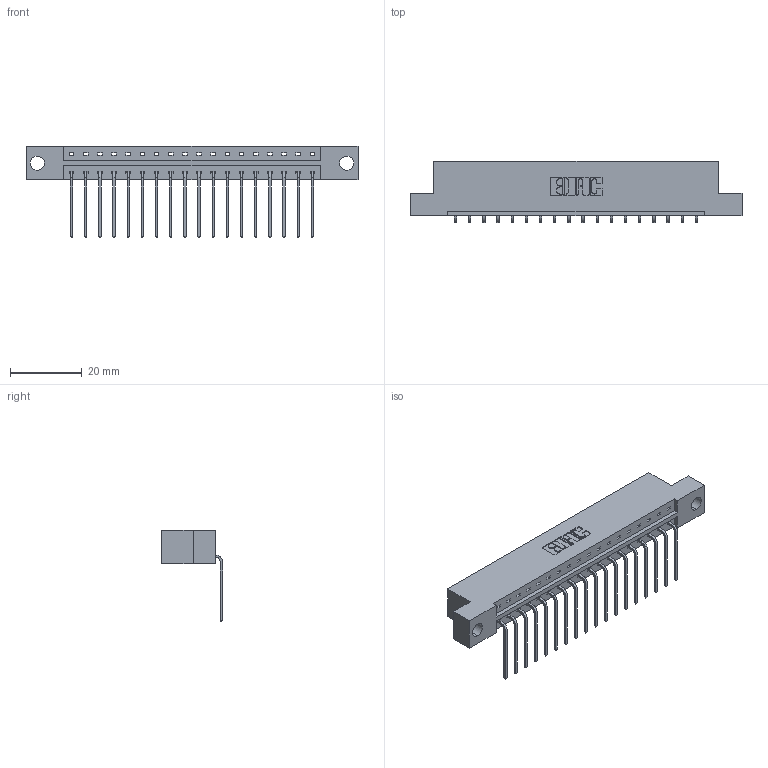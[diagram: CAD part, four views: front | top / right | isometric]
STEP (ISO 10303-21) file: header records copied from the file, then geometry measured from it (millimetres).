
FILE_DESCRIPTION (( 'STEP AP203' ), '1' );
FILE_NAME ('833-018-559-104.STEP', '2020-05-31T23:25:26', ( '' ), ( '' ), 'SwSTEP 2.0', 'SolidWorks 2020', '' );
FILE_SCHEMA (( 'CONFIG_CONTROL_DESIGN' ));
Length unit declared in the file: inch
Products named in the file (3): 833-018-559-104; 833 Part_Flush - .156 Dia - TH; 345-292-001_558 559 Tail - 1
Assembly tree (19 placements, depth 2):
  833-018-559-104
    833 Part_Flush - .156 Dia - TH
    345-292-001_558 559 Tail - 1  x18
Bounding box: 92.86 x 17.09 x 25.53 mm (x, y, z)
Volume: 9110.3 mm3; surface area: 9863.2 mm2
Topology: 19 solids, 19 shells, 1194 faces, 3587 edges, 2366 vertices
Faces by surface type: plane 862, cylinder 332
Entity records: 14195 total; most frequent: CARTESIAN_POINT 2460, ORIENTED_EDGE 2414, DIRECTION 2123, EDGE_CURVE 1207, VECTOR 1079, LINE 1079, VERTEX_POINT 802, AXIS2_PLACEMENT_3D 522
